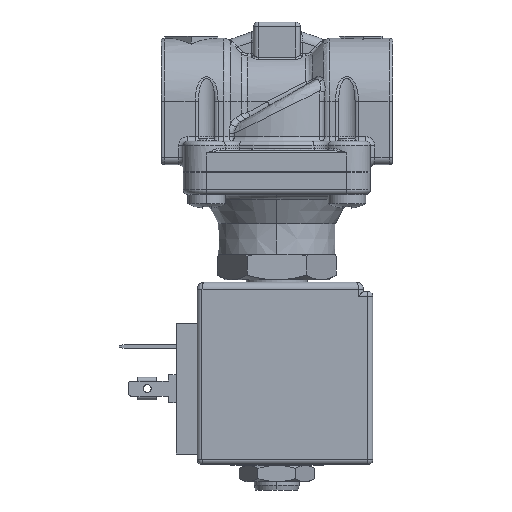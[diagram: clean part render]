
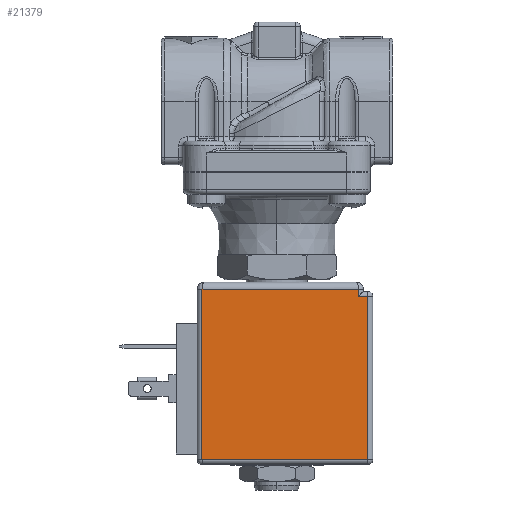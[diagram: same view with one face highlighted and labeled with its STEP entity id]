
A CAD part, front view. The second image highlights one B-rep face of the part: STEP entity #21379.
In plain terms, the highlighted face is planar.
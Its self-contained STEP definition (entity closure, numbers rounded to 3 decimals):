
#18784=DIRECTION('',(0.,-1.,0.));
#18785=VECTOR('',#18784,36.5);
#18786=CARTESIAN_POINT('',(-16.,33.,-15.));
#18787=LINE('',#18786,#18785);
#18791=DIRECTION('',(-1.,0.,0.));
#18792=VECTOR('',#18791,33.5);
#18793=CARTESIAN_POINT('',(17.5,-3.5,
-15.));
#18794=LINE('',#18793,#18792);
#18798=DIRECTION('',(0.,-1.,0.));
#18799=VECTOR('',#18798,1.5);
#18800=CARTESIAN_POINT('',(17.5,-2.,-15.));
#18801=LINE('',#18800,#18799);
#18805=DIRECTION('',(-1.,0.,0.));
#18806=VECTOR('',#18805,2.);
#18807=CARTESIAN_POINT('',(19.5,-2.,-15.));
#18808=LINE('',#18807,#18806);
#18812=DIRECTION('',(0.,-1.,0.));
#18813=VECTOR('',#18812,35.);
#18814=CARTESIAN_POINT('',(19.5,33.,-15.));
#18815=LINE('',#18814,#18813);
#18819=DIRECTION('',(1.,0.,0.));
#18820=VECTOR('',#18819,35.5);
#18821=CARTESIAN_POINT('',(-16.,33.,-15.));
#18822=LINE('',#18821,#18820);
#20875=CARTESIAN_POINT('',(-16.,33.,-15.));
#20876=CARTESIAN_POINT('',(-16.,-3.5,
-15.));
#20877=VERTEX_POINT('',#20875);
#20878=VERTEX_POINT('',#20876);
#20893=CARTESIAN_POINT('',(17.5,-3.5,
-15.));
#20894=VERTEX_POINT('',#20893);
#20921=CARTESIAN_POINT('',(19.5,33.,-15.));
#20922=VERTEX_POINT('',#20921);
#20923=CARTESIAN_POINT('',(19.5,-2.,-15.));
#20924=VERTEX_POINT('',#20923);
#20929=CARTESIAN_POINT('',(17.5,-2.,-15.));
#20930=VERTEX_POINT('',#20929);
#21361=CARTESIAN_POINT('',(0.,34.,-15.));
#21362=DIRECTION('',(0.,0.,1.));
#21363=DIRECTION('',(1.,0.,0.));
#21364=AXIS2_PLACEMENT_3D('',#21361,#21362,#21363);
#21365=PLANE('',#21364);
#21367=ORIENTED_EDGE('',*,*,#21366,.T.);
#21369=ORIENTED_EDGE('',*,*,#21368,.F.);
#21371=ORIENTED_EDGE('',*,*,#21370,.F.);
#21372=ORIENTED_EDGE('',*,*,#21351,.F.);
#21374=ORIENTED_EDGE('',*,*,#21373,.F.);
#21376=ORIENTED_EDGE('',*,*,#21375,.F.);
#21377=EDGE_LOOP('',(#21367,#21369,#21371,#21372,#21374,#21376));
#21378=FACE_OUTER_BOUND('',#21377,.F.);
#21379=ADVANCED_FACE('',(#21378),#21365,.F.);
#21351=EDGE_CURVE('',#20924,#20930,#18808,.T.);
#21366=EDGE_CURVE('',#20877,#20878,#18787,.T.);
#21368=EDGE_CURVE('',#20894,#20878,#18794,.T.);
#21370=EDGE_CURVE('',#20930,#20894,#18801,.T.);
#21373=EDGE_CURVE('',#20922,#20924,#18815,.T.);
#21375=EDGE_CURVE('',#20877,#20922,#18822,.T.);
